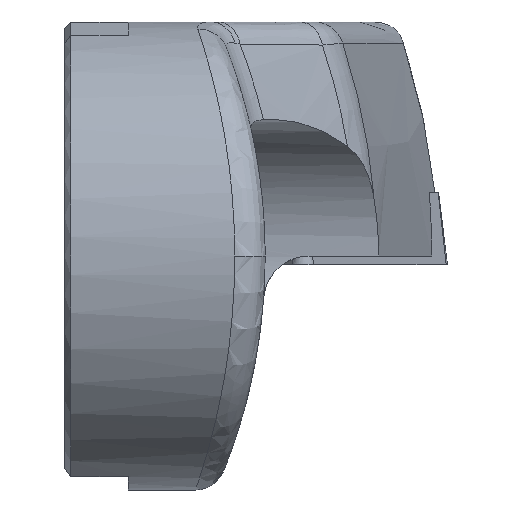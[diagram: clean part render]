
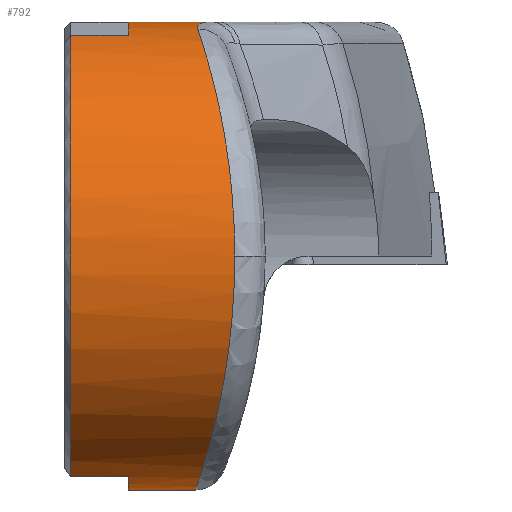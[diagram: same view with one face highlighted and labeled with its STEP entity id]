
A CAD part, left-side view. The second image highlights one B-rep face of the part: STEP entity #792.
In plain terms, the highlighted cylindrical face has radius 7.7 mm (diameter 15.4 mm), a partial arc.
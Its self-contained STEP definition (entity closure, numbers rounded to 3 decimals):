
#612=EDGE_CURVE('NONE',#696,#976,#1762,.F.);
#636=EDGE_CURVE('NONE',#1276,#976,#1789,.T.);
#696=VERTEX_POINT('NONE',#1855);
#774=EDGE_CURVE('NONE',#1070,#1340,#1941,.F.);
#792=ADVANCED_FACE('NONE',(#1960),#1961,.T.);
#878=VERTEX_POINT('NONE',#2053);
#976=VERTEX_POINT('NONE',#2165);
#1010=VERTEX_POINT('NONE',#2205);
#1068=EDGE_CURVE('NONE',#1556,#1168,#2269,.F.);
#1070=VERTEX_POINT('NONE',#2271);
#1168=VERTEX_POINT('NONE',#2376);
#1172=EDGE_CURVE('NONE',#878,#1626,#2380,.T.);
#1186=EDGE_CURVE('NONE',#1626,#696,#2396,.F.);
#1212=EDGE_CURVE('NONE',#1276,#1556,#2428,.T.);
#1276=VERTEX_POINT('NONE',#2496);
#1340=VERTEX_POINT('NONE',#2566);
#1484=EDGE_CURVE('NONE',#1168,#1010,#2724,.F.);
#1556=VERTEX_POINT('NONE',#2804);
#1626=VERTEX_POINT('NONE',#2878);
#1632=EDGE_CURVE('NONE',#1010,#1070,#2884,.F.);
#1648=EDGE_CURVE('NONE',#1340,#878,#2902,.F.);
#1762=CIRCLE('',#3030,7.7);
#1789=LINE('',#3106,#3107);
#1855=CARTESIAN_POINT('',(-2.55,-2.1,-7.266));
#1941=CIRCLE('',#6105,7.7);
#1960=FACE_OUTER_BOUND('',#6138,.T.);
#1961=CYLINDRICAL_SURFACE('',#6139,7.7);
#2053=CARTESIAN_POINT('',(-2.55,-0.2,7.266));
#2165=CARTESIAN_POINT('',(0.,-2.1,-7.7));
#2205=CARTESIAN_POINT('',(0.,-4.823,7.7));
#2269=B_SPLINE_CURVE_WITH_KNOTS('',3,(#7344,#7345,#7346,#7347,#7348,#7349,#7350,#7351,#7352,#7353,#7354,#7355,#7356),.UNSPECIFIED.,.F.,.F.,(4,3,3,3,4),(0.0,0.268,0.634,0.892,1.0),.UNSPECIFIED.);
#2271=CARTESIAN_POINT('',(0.,-2.1,7.7));
#2376=CARTESIAN_POINT('',(-1.871,-4.386,7.469));
#2380=CIRCLE('',#7821,7.7);
#2396=LINE('',#7838,#7839);
#2428=B_SPLINE_CURVE_WITH_KNOTS('',3,(#7911,#7912,#7913,#7914,#7915,#7916,#7917,#7918,#7919,#7920,#7921,#7922,#7923,#7924,#7925,#7926),.UNSPECIFIED.,.F.,.F.,(4,3,3,3,3,4),(0.473,0.6,0.763,0.907,0.946,1.0),.UNSPECIFIED.);
#2496=CARTESIAN_POINT('',(0.,-4.307,-7.7));
#2566=CARTESIAN_POINT('',(-2.55,-2.1,7.266));
#2724=B_SPLINE_CURVE_WITH_KNOTS('',3,(#10410,#10411,#10412,#10413,#10414,#10415,#10416,#10417,#10418,#10419),.UNSPECIFIED.,.F.,.F.,(4,3,3,4),(0.0,0.58,0.84,1.0),.UNSPECIFIED.);
#2804=CARTESIAN_POINT('',(-7.7,-5.6,0.));
#2878=CARTESIAN_POINT('',(-2.55,-0.2,-7.266));
#2884=LINE('',#10932,#10933);
#2902=LINE('',#10958,#10959);
#3030=AXIS2_PLACEMENT_3D('',#11116,#11117,#11118);
#3106=CARTESIAN_POINT('',(0.,-20.0,-7.7));
#3107=VECTOR('',#11149,1000.0);
#6105=AXIS2_PLACEMENT_3D('',#11327,#11328,#11329);
#6138=EDGE_LOOP('',(#11345,#11346,#11347,#11348,#11349,#11350,#11351,#11352,#11353,#11354));
#6139=AXIS2_PLACEMENT_3D('',#11355,#11356,#11357);
#7344=CARTESIAN_POINT('',(-1.871,-4.386,7.469));
#7345=CARTESIAN_POINT('',(-2.758,-4.461,7.247));
#7346=CARTESIAN_POINT('',(-3.601,-4.586,6.866));
#7347=CARTESIAN_POINT('',(-4.349,-4.73,6.354));
#7348=CARTESIAN_POINT('',(-5.372,-4.926,5.654));
#7349=CARTESIAN_POINT('',(-6.22,-5.155,4.706));
#7350=CARTESIAN_POINT('',(-6.803,-5.324,3.607));
#7351=CARTESIAN_POINT('',(-7.214,-5.444,2.831));
#7352=CARTESIAN_POINT('',(-7.494,-5.533,1.98));
#7353=CARTESIAN_POINT('',(-7.62,-5.574,1.104));
#7354=CARTESIAN_POINT('',(-7.673,-5.591,0.739));
#7355=CARTESIAN_POINT('',(-7.7,-5.6,0.369));
#7356=CARTESIAN_POINT('',(-7.7,-5.6,0.));
#7821=AXIS2_PLACEMENT_3D('',#11812,#11813,#11814);
#7838=CARTESIAN_POINT('',(-2.55,-20.0,-7.266));
#7839=VECTOR('',#11832,1.0);
#7911=CARTESIAN_POINT('',(0.,-4.307,-7.7));
#7912=CARTESIAN_POINT('',(-0.978,-4.307,-7.7));
#7913=CARTESIAN_POINT('',(-1.954,-4.375,-7.511));
#7914=CARTESIAN_POINT('',(-2.856,-4.49,-7.151));
#7915=CARTESIAN_POINT('',(-4.015,-4.639,-6.688));
#7916=CARTESIAN_POINT('',(-5.05,-4.862,-5.944));
#7917=CARTESIAN_POINT('',(-5.856,-5.066,-5.));
#7918=CARTESIAN_POINT('',(-6.568,-5.247,-4.166));
#7919=CARTESIAN_POINT('',(-7.103,-5.411,-3.174));
#7920=CARTESIAN_POINT('',(-7.406,-5.506,-2.108));
#7921=CARTESIAN_POINT('',(-7.488,-5.532,-1.821));
#7922=CARTESIAN_POINT('',(-7.553,-5.553,-1.529));
#7923=CARTESIAN_POINT('',(-7.6,-5.568,-1.234));
#7924=CARTESIAN_POINT('',(-7.667,-5.589,-0.826));
#7925=CARTESIAN_POINT('',(-7.7,-5.6,-0.413));
#7926=CARTESIAN_POINT('',(-7.7,-5.6,0.));
#10410=CARTESIAN_POINT('',(0.,-4.823,7.7));
#10411=CARTESIAN_POINT('',(-0.327,-4.626,7.7));
#10412=CARTESIAN_POINT('',(-0.69,-4.489,7.678));
#10413=CARTESIAN_POINT('',(-1.062,-4.422,7.626));
#10414=CARTESIAN_POINT('',(-1.228,-4.393,7.603));
#10415=CARTESIAN_POINT('',(-1.396,-4.377,7.574));
#10416=CARTESIAN_POINT('',(-1.563,-4.375,7.54));
#10417=CARTESIAN_POINT('',(-1.667,-4.373,7.518));
#10418=CARTESIAN_POINT('',(-1.769,-4.377,7.495));
#10419=CARTESIAN_POINT('',(-1.871,-4.386,7.469));
#10932=CARTESIAN_POINT('',(0.,-20.0,7.7));
#10933=VECTOR('',#12351,1.0);
#10958=CARTESIAN_POINT('',(-2.55,-20.0,7.266));
#10959=VECTOR('',#12374,1.0);
#11116=CARTESIAN_POINT('',(0.0,-2.1,0.));
#11117=DIRECTION('',(0.0,1.0,0.));
#11118=DIRECTION('',(0.,0.,-1.0));
#11149=DIRECTION('',(0.0,1.0,0.));
#11327=CARTESIAN_POINT('',(0.0,-2.1,0.));
#11328=DIRECTION('',(0.0,1.0,0.));
#11329=DIRECTION('',(0.,0.,-1.0));
#11345=ORIENTED_EDGE('',*,*,#636,.F.);
#11346=ORIENTED_EDGE('',*,*,#1212,.T.);
#11347=ORIENTED_EDGE('',*,*,#1068,.T.);
#11348=ORIENTED_EDGE('',*,*,#1484,.T.);
#11349=ORIENTED_EDGE('',*,*,#1632,.T.);
#11350=ORIENTED_EDGE('',*,*,#774,.T.);
#11351=ORIENTED_EDGE('',*,*,#1648,.T.);
#11352=ORIENTED_EDGE('',*,*,#1172,.T.);
#11353=ORIENTED_EDGE('',*,*,#1186,.T.);
#11354=ORIENTED_EDGE('',*,*,#612,.T.);
#11355=CARTESIAN_POINT('',(0.0,-20.0,0.));
#11356=DIRECTION('',(-0.0,1.0,0.));
#11357=DIRECTION('',(0.,0.,-1.0));
#11812=CARTESIAN_POINT('',(0.0,-0.2,0.));
#11813=DIRECTION('',(0.0,-1.0,0.));
#11814=DIRECTION('',(0.,0.,-1.0));
#11832=DIRECTION('',(-0.0,1.0,0.));
#12351=DIRECTION('',(0.0,-1.0,0.));
#12374=DIRECTION('',(0.0,-1.0,0.));
